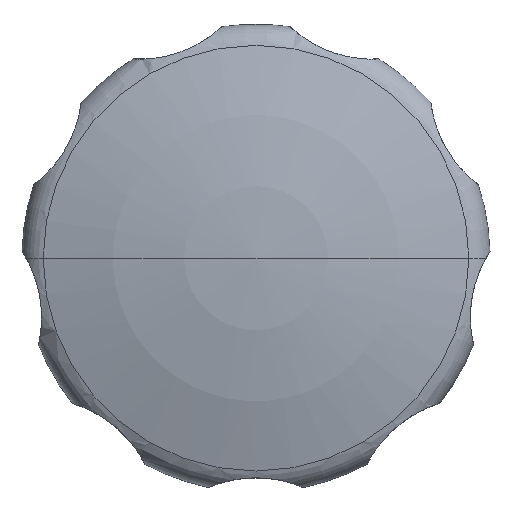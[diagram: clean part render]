
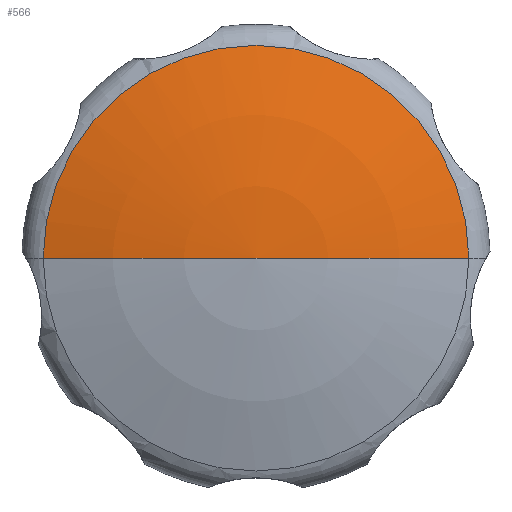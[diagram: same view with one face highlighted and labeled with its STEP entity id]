
A CAD part, top view. The second image highlights one B-rep face of the part: STEP entity #566.
In plain terms, the highlighted spherical face has radius 95.351 mm.
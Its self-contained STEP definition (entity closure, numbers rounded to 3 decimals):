
#304=EDGE_CURVE('',#404,#572,#714,.T.);
#404=VERTEX_POINT('',#825);
#534=EDGE_CURVE('',#572,#580,#964,.T.);
#566=ADVANCED_FACE('',(#999),#1000,.T.);
#568=EDGE_CURVE('',#580,#404,#1002,.T.);
#572=VERTEX_POINT('',#1006);
#580=VERTEX_POINT('',#1016);
#714=CIRCLE('',#1222,95.351);
#825=CARTESIAN_POINT('',(-28.182,0.,48.74));
#964=CIRCLE('',#1950,95.351);
#999=FACE_OUTER_BOUND('',#2066,.T.);
#1000=SPHERICAL_SURFACE('',#2067,95.351);
#1002=CIRCLE('',#2070,28.182);
#1006=CARTESIAN_POINT('',(0.,0.,53.0));
#1016=CARTESIAN_POINT('',(28.182,0.,48.74));
#1222=AXIS2_PLACEMENT_3D('',#2275,#2276,#2277);
#1950=AXIS2_PLACEMENT_3D('',#2542,#2543,#2544);
#2066=EDGE_LOOP('',(#2586,#2587,#2588));
#2067=AXIS2_PLACEMENT_3D('',#2589,#2590,#2591);
#2070=AXIS2_PLACEMENT_3D('',#2592,#2593,#2594);
#2275=CARTESIAN_POINT('',(0.,0.,-42.351));
#2276=DIRECTION('',(0.,1.0,0.));
#2277=DIRECTION('',(0.0,0.,-1.0));
#2542=CARTESIAN_POINT('',(0.,0.,-42.351));
#2543=DIRECTION('',(0.,1.0,0.));
#2544=DIRECTION('',(0.0,0.,-1.0));
#2586=ORIENTED_EDGE('',*,*,#304,.T.);
#2587=ORIENTED_EDGE('',*,*,#534,.T.);
#2588=ORIENTED_EDGE('',*,*,#568,.T.);
#2589=CARTESIAN_POINT('',(0.,0.,-42.351));
#2590=DIRECTION('',(0.,0.,1.0));
#2591=DIRECTION('',(-1.0,0.,0.0));
#2592=CARTESIAN_POINT('',(0.,0.,48.74));
#2593=DIRECTION('',(0.,0.,1.0));
#2594=DIRECTION('',(-1.0,0.,0.));
